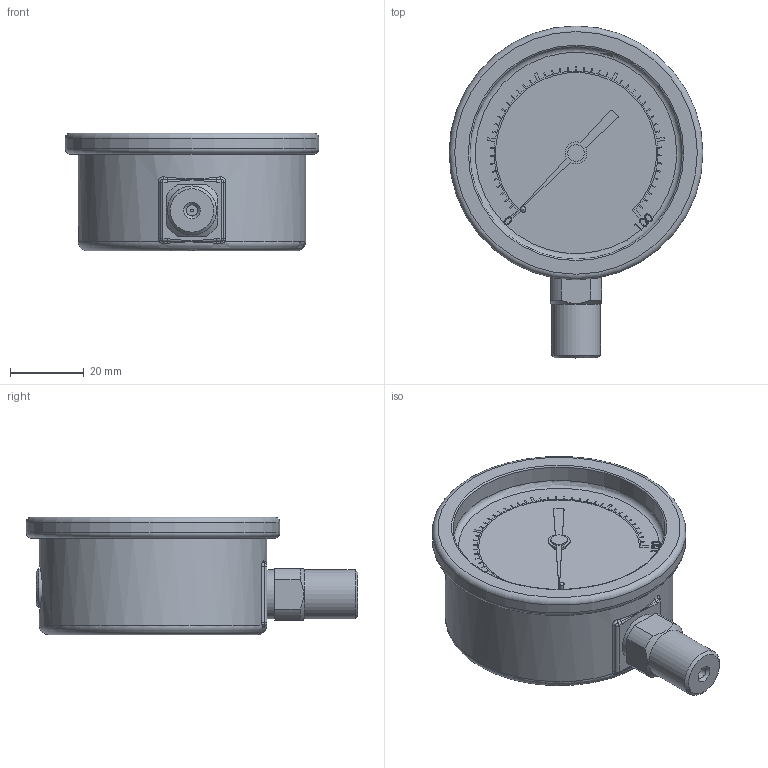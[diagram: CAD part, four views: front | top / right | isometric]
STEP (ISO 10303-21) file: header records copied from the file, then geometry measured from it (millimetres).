
FILE_DESCRIPTION (( 'STEP AP214' ), '1' );
FILE_NAME ('G25-SD100-4LS.STEP', '2022-11-29T17:21:51', ( '' ), ( '' ), 'SwSTEP 2.0', 'SolidWorks 2021', '' );
FILE_SCHEMA (( 'AUTOMOTIVE_DESIGN' ));
Length unit declared in the file: inch
Products named in the file (1): G25-SD100-4LS
Bounding box: 68.91 x 90.08 x 32 mm (x, y, z)
Volume: 86411.9 mm3; surface area: 15920.2 mm2
Topology: 1 solids, 1 shells, 343 faces, 945 edges, 617 vertices
Faces by surface type: plane 195, cylinder 85, bspline 42, torus 12, cone 5, sphere 4
Full cylindrical faces by diameter (mm): 0.681 x1, 1.035 x1, 1.794 x1, 3.033 x1, 3.567 x1, 4.463 x1, 10.668 x1, 13.31 x2, 57.709 x1, 61.798 x1, 68.91 x1
Entity records: 15345 total; most frequent: CARTESIAN_POINT 5315, ORIENTED_EDGE 1822, DIRECTION 1619, EDGE_CURVE 911, VECTOR 613, LINE 613, VERTEX_POINT 610, AXIS2_PLACEMENT_3D 503
